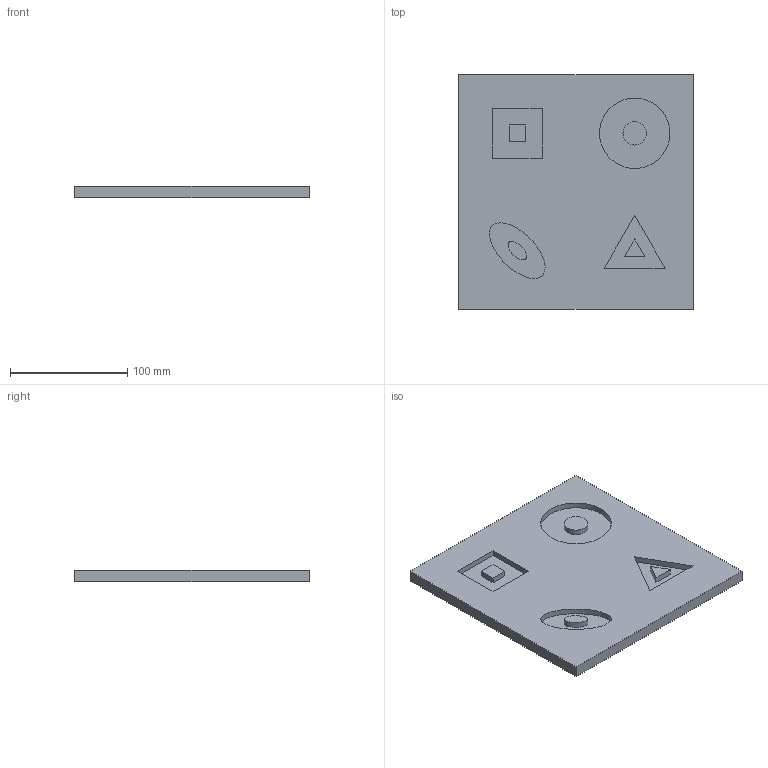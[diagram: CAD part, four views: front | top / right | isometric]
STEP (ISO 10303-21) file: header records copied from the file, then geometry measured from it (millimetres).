
FILE_DESCRIPTION(('FreeCAD Model'),'2;1');
FILE_NAME('Pocket2.step', '2019-03-31T13:29:45',('Author'),(''), 'Open CASCADE STEP processor 7.3','FreeCAD','Unknown');
FILE_SCHEMA(('AUTOMOTIVE_DESIGN { 1 0 10303 214 1 1 1 1 }'));
Length unit declared in the file: millimetre
Products named in the file (1): Pocket2
Bounding box: 200 x 200 x 10 mm (x, y, z)
Volume: 367954.3 mm3; surface area: 92396.1 mm2
Topology: 1 solids, 1 shells, 32 faces, 66 edges, 44 vertices
Faces by surface type: plane 28, extrusion 2, cylinder 2
Full cylindrical faces by diameter (mm): 20 x1, 60 x1
Entity records: 1735 total; most frequent: CARTESIAN_POINT 299, DIRECTION 270, VECTOR 184, LINE 182, ORIENTED_EDGE 132, PCURVE 132, DEFINITIONAL_REPRESENTATION 132, EDGE_CURVE 66
